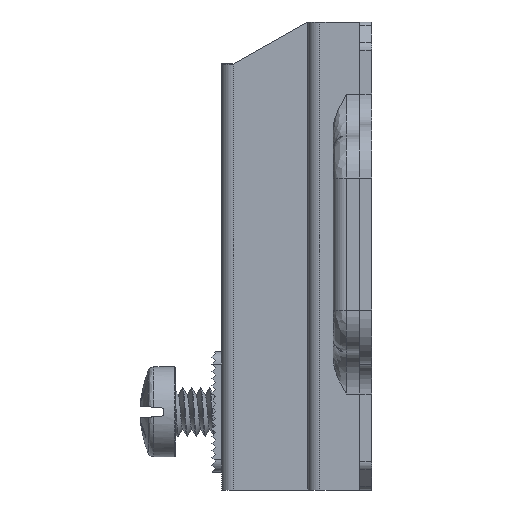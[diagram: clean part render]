
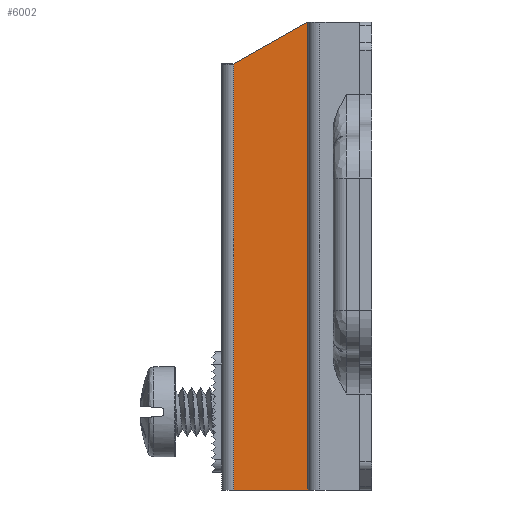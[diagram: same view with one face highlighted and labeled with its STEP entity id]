
A CAD part, left-side view. The second image highlights one B-rep face of the part: STEP entity #6002.
In plain terms, the highlighted face is planar.
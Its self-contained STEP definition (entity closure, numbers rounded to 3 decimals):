
#277 = VERTEX_POINT ( 'NONE', #7985 ) ;
#995 = ORIENTED_EDGE ( 'NONE', *, *, #14376, .F. ) ;
#1122 = AXIS2_PLACEMENT_3D ( 'NONE', #10643, #7684, #8843 ) ;
#1449 = VECTOR ( 'NONE', #12480, 1000. ) ;
#1694 = CARTESIAN_POINT ( 'NONE',  ( 6.5, 7., 5.3 ) ) ;
#2028 = LINE ( 'NONE', #14738, #6841 ) ;
#2668 = FACE_OUTER_BOUND ( 'NONE', #15730, .T. ) ;
#3356 = CARTESIAN_POINT ( 'NONE',  ( -13.117, 7., 11.5 ) ) ;
#3480 = LINE ( 'NONE', #6021, #11442 ) ;
#4279 = CARTESIAN_POINT ( 'NONE',  ( 6.5, 7., 11.5 ) ) ;
#6002 = ADVANCED_FACE ( 'NONE', ( #2668 ), #10081, .F. ) ;
#6021 = CARTESIAN_POINT ( 'NONE',  ( -30.75, 7., 8.4 ) ) ;
#6475 = VERTEX_POINT ( 'NONE', #11529 ) ;
#6517 = EDGE_CURVE ( 'NONE', #15880, #6475, #6894, .T. ) ;
#6841 = VECTOR ( 'NONE', #7211, 1000. ) ;
#6894 = LINE ( 'NONE', #3356, #10838 ) ;
#7211 = DIRECTION ( 'NONE',  ( 1., 0., 0. ) ) ;
#7684 = DIRECTION ( 'NONE',  ( 0., -1., 0. ) ) ;
#7985 = CARTESIAN_POINT ( 'NONE',  ( -32.5, 7., 5.3 ) ) ;
#8359 = CARTESIAN_POINT ( 'NONE',  ( 6.5, 7., 6.25 ) ) ;
#8843 = DIRECTION ( 'NONE',  ( 0., 0., -1. ) ) ;
#9230 = VERTEX_POINT ( 'NONE', #1694 ) ;
#9315 = EDGE_CURVE ( 'NONE', #15880, #9230, #13403, .T. ) ;
#9341 = ORIENTED_EDGE ( 'NONE', *, *, #6517, .F. ) ;
#9796 = EDGE_CURVE ( 'NONE', #6475, #277, #3480, .T. ) ;
#10081 = PLANE ( 'NONE',  #1122 ) ;
#10261 = ORIENTED_EDGE ( 'NONE', *, *, #9796, .F. ) ;
#10634 = ORIENTED_EDGE ( 'NONE', *, *, #9315, .T. ) ;
#10643 = CARTESIAN_POINT ( 'NONE',  ( -32.734, 7., 11.5 ) ) ;
#10838 = VECTOR ( 'NONE', #15912, 1000. ) ;
#11442 = VECTOR ( 'NONE', #15867, 1000. ) ;
#11529 = CARTESIAN_POINT ( 'NONE',  ( -29., 7., 11.5 ) ) ;
#12480 = DIRECTION ( 'NONE',  ( 0., 0., -1. ) ) ;
#13403 = LINE ( 'NONE', #8359, #1449 ) ;
#14376 = EDGE_CURVE ( 'NONE', #277, #9230, #2028, .T. ) ;
#14738 = CARTESIAN_POINT ( 'NONE',  ( -13.117, 7., 5.3 ) ) ;
#15730 = EDGE_LOOP ( 'NONE', ( #9341, #10634, #995, #10261 ) ) ;
#15867 = DIRECTION ( 'NONE',  ( -0.492, 0., -0.871 ) ) ;
#15880 = VERTEX_POINT ( 'NONE', #4279 ) ;
#15912 = DIRECTION ( 'NONE',  ( -1., 0., 0. ) ) ;
